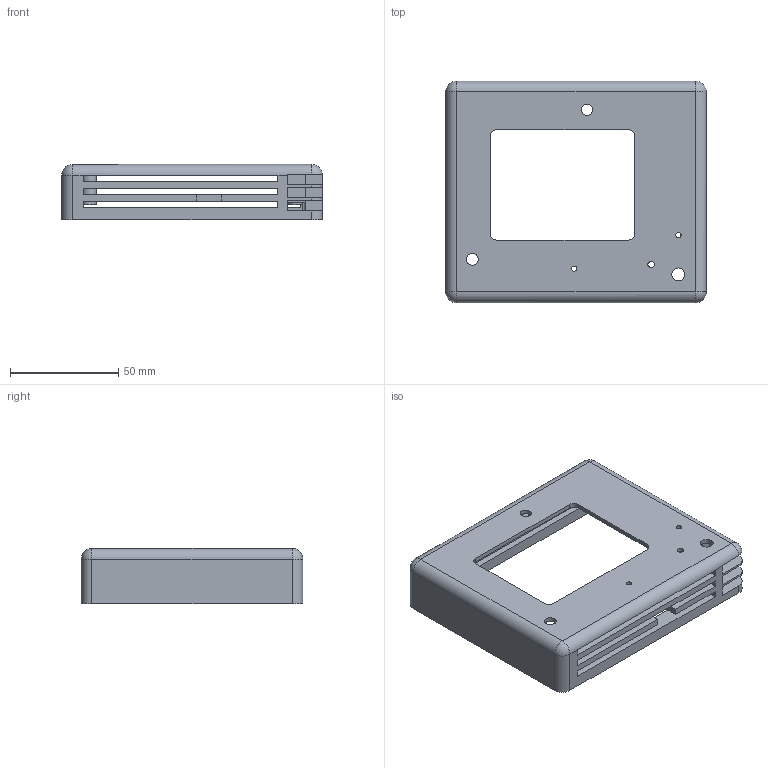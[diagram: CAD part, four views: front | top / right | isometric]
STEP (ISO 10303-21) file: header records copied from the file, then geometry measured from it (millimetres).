
FILE_DESCRIPTION(/* description */ (''),/* implementation_level */ '2;1');
FILE_NAME(/* name */ 'Thermostat front housing-8.stp',/* time_stamp */ '2024-09-08T16:48:05+01:00',/* author */ (''),/* organization */ (''),/* preprocessor_version */ 'ST-DEVELOPER v16',/* originating_system */ 'SIEMENS PLM Software NX 10.0',/* authorisation */ '');
FILE_SCHEMA (('AUTOMOTIVE_DESIGN { 1 0 10303 214 3 1 1 1 }'));
Length unit declared in the file: millimetre
Products named in the file (1): hyroAB90468Di35u
Bounding box: 120.5 x 102.5 x 25.5 mm (x, y, z)
Volume: 77570.4 mm3; surface area: 45841 mm2
Topology: 1 solids, 1 shells, 129 faces, 356 edges, 230 vertices
Faces by surface type: plane 74, cylinder 43, cone 8, sphere 4
Full cylindrical faces by diameter (mm): 2 x3, 2.44 x2, 3 x4, 3.2 x3, 3.6 x2, 4.3 x2, 5.2 x1, 5.4 x1, 6 x1, 6.7 x3
Entity records: 3915 total; most frequent: CARTESIAN_POINT 664, DIRECTION 663, ORIENTED_EDGE 620, EDGE_CURVE 310, AXIS2_PLACEMENT_3D 224, VERTEX_POINT 221, LINE 215, VECTOR 215
